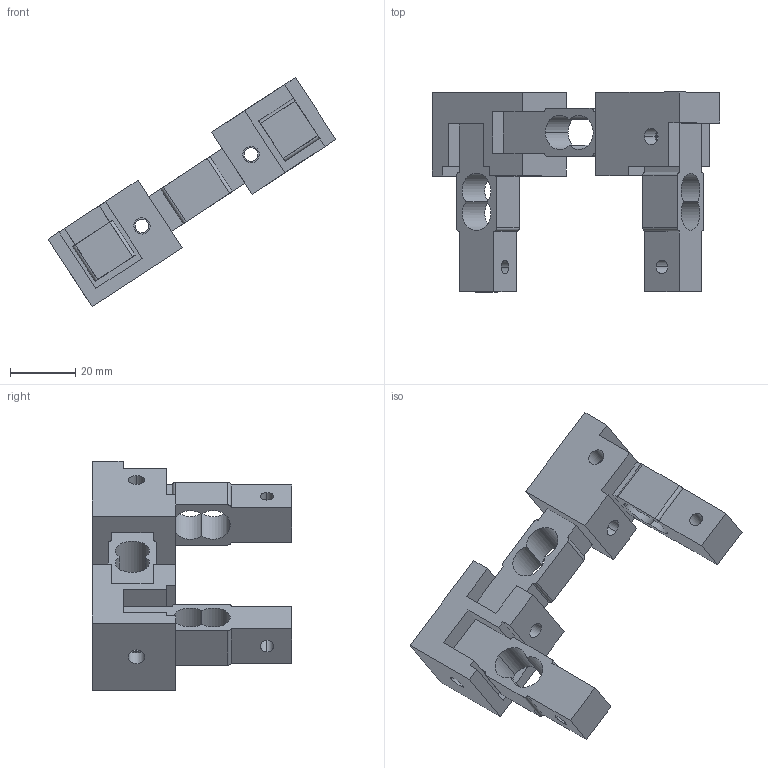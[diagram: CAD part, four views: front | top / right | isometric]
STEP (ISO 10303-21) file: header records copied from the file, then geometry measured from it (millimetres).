
FILE_DESCRIPTION (( 'STEP AP214' ), '1' );
FILE_NAME ('薯換覜ん郪蚾璃.STEP', '2021-07-08T09:19:00', ( '' ), ( '' ), 'SwSTEP 2.0', 'SolidWorks 2020', '' );
FILE_SCHEMA (( 'AUTOMOTIVE_DESIGN' ));
Length unit declared in the file: millimetre
Products named in the file (1): 薯換覜ん郪蚾璃
Bounding box: 88.31 x 61.25 x 70.26 mm (x, y, z)
Volume: 43867 mm3; surface area: 22298.3 mm2
Topology: 5 solids, 5 shells, 112 faces, 313 edges, 208 vertices
Faces by surface type: plane 65, cylinder 47
Entity records: 4989 total; most frequent: CARTESIAN_POINT 634, DIRECTION 633, ORIENTED_EDGE 626, EDGE_CURVE 313, VECTOR 219, LINE 219, VERTEX_POINT 208, AXIS2_PLACEMENT_3D 207
